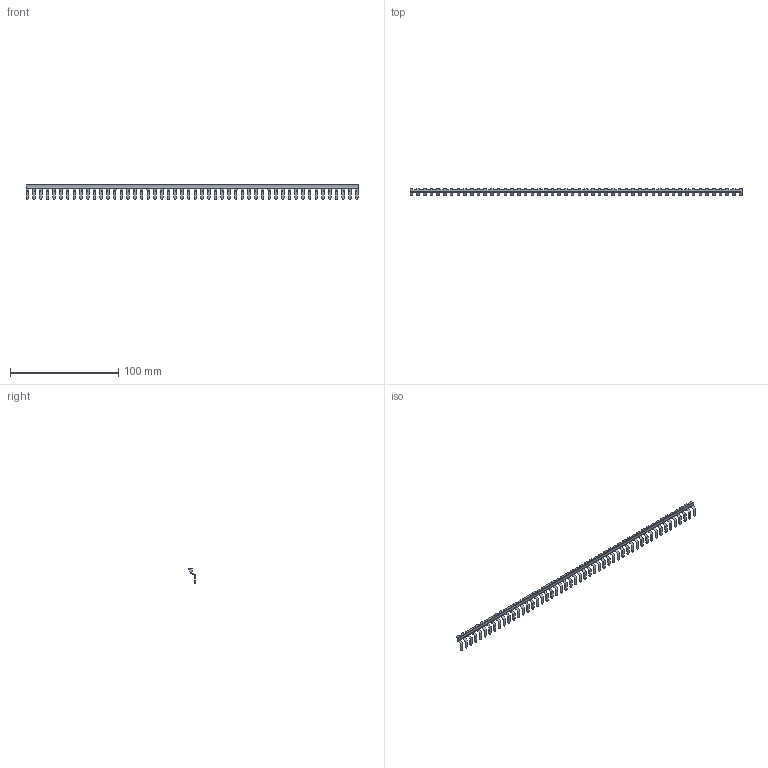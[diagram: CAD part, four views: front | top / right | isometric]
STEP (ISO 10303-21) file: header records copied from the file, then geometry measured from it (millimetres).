
FILE_DESCRIPTION(('CATIA V5 STEP Exchange','CAx-IF Rec.Pracs.--- Model Styling and Organization---1.5--- 2016-08-15','CAx-IF Rec.Pracs.---Supplemental Geometry---1.0---2011-11-01','CAx-IF Rec.Pracs.--- Composite Materials ---1.1---2010-07-15'),'2;1');
FILE_NAME ('017659-5_1_1633290000_1633290000.stp','2024-06-10T06:37:30+00:00',('none'),('Weidmueller'),'CATIA Version 5-6 Release 2022 SP4 HF5','CATIA V5 STEP AP214 v3','none');
FILE_SCHEMA(('AUTOMOTIVE_DESIGN { 1 0 10303 214 1 1 1 1 }'));
Length unit declared in the file: millimetre
Products named in the file (1): VQB 1.5/50
Bounding box: 306.2 x 6 x 13.8 mm (x, y, z)
Volume: 3536.4 mm3; surface area: 7398.2 mm2
Topology: 1 solids, 1 shells, 1362 faces, 4325 edges, 2966 vertices
Faces by surface type: cylinder 700, plane 662
Entity records: 47996 total; most frequent: CARTESIAN_POINT 13227, ORIENTED_EDGE 8650, DIRECTION 4911, EDGE_CURVE 4325, VERTEX_POINT 2966, VECTOR 2628, LINE 2628, AXIS2_PLACEMENT_3D 1497
